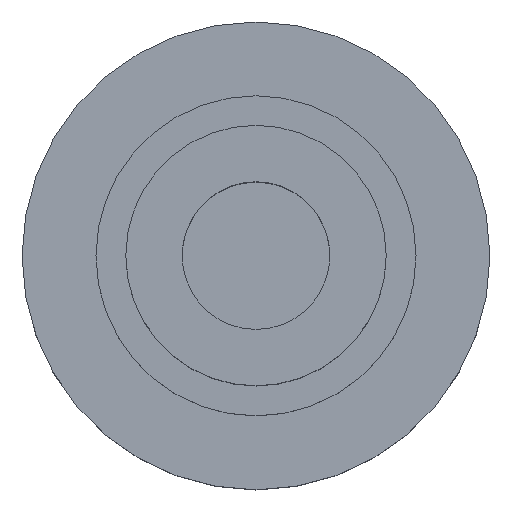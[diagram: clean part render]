
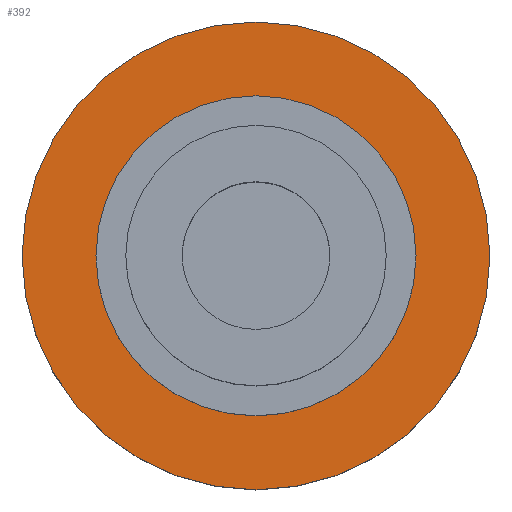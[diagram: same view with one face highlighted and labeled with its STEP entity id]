
A CAD part, top view. The second image highlights one B-rep face of the part: STEP entity #392.
In plain terms, the highlighted planar face has unit normal (0, 0, 1).
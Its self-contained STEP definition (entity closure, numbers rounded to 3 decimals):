
#392 = ADVANCED_FACE( '', ( #894, #895 ), #896, .F. );
#894 = FACE_OUTER_BOUND( '', #2643, .T. );
#895 = FACE_BOUND( '', #2644, .T. );
#896 = PLANE( '', #2645 );
#2643 = EDGE_LOOP( '', ( #4166 ) );
#2644 = EDGE_LOOP( '', ( #4167 ) );
#2645 = AXIS2_PLACEMENT_3D( '', #4168, #4169, #4170 );
#4166 = ORIENTED_EDGE( '', *, *, #5094, .T. );
#4167 = ORIENTED_EDGE( '', *, *, #5284, .T. );
#4168 = CARTESIAN_POINT( '', ( 5.3, -2.911, 39.518 ) );
#4169 = DIRECTION( '', ( 0., 0., -1. ) );
#4170 = DIRECTION( '', ( 0., -1., 0. ) );
#5094 = EDGE_CURVE( '', #5867, #5867, #5868, .T. );
#5284 = EDGE_CURVE( '', #6148, #6148, #6149, .T. );
#5867 = VERTEX_POINT( '', #7445 );
#5868 = CIRCLE( '', #7446, 9.5 );
#6148 = VERTEX_POINT( '', #8479 );
#6149 = CIRCLE( '', #8480, 6.5 );
#7445 = CARTESIAN_POINT( '', ( 14.8, 1.839, 39.518 ) );
#7446 = AXIS2_PLACEMENT_3D( '', #9075, #9076, #9077 );
#8479 = CARTESIAN_POINT( '', ( -1.2, 1.839, 39.518 ) );
#8480 = AXIS2_PLACEMENT_3D( '', #9232, #9233, #9234 );
#9075 = CARTESIAN_POINT( '', ( 5.3, 1.839, 39.518 ) );
#9076 = DIRECTION( '', ( 0., 0., 1. ) );
#9077 = DIRECTION( '', ( 1., 0., 0. ) );
#9232 = CARTESIAN_POINT( '', ( 5.3, 1.839, 39.518 ) );
#9233 = DIRECTION( '', ( 0., 0., -1. ) );
#9234 = DIRECTION( '', ( -1., 0., 0. ) );
